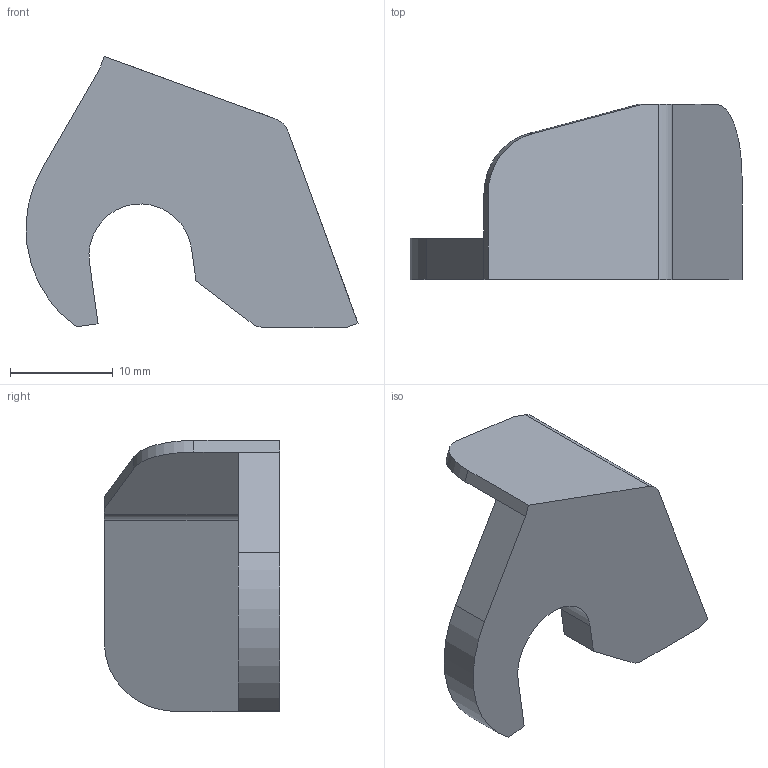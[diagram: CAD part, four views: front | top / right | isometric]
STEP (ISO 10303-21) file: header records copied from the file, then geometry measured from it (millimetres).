
FILE_DESCRIPTION();
FILE_NAME( /* name */ 'dropout_006___left.stp');
FILE_SCHEMA( ('CONFIG_CONTROL_DESIGN'));
Length unit declared in the file: millimetre
Products named in the file (1): manfD6176gt8
Bounding box: 32.24 x 17 x 26.32 mm (x, y, z)
Volume: 2496.6 mm3; surface area: 2363.8 mm2
Topology: 1 solids, 1 shells, 23 faces, 61 edges, 40 vertices
Faces by surface type: plane 16, cylinder 7
Entity records: 799 total; most frequent: CARTESIAN_POINT 125, DIRECTION 123, ORIENTED_EDGE 122, EDGE_CURVE 61, LINE 47, VECTOR 47, VERTEX_POINT 40, AXIS2_PLACEMENT_3D 38
